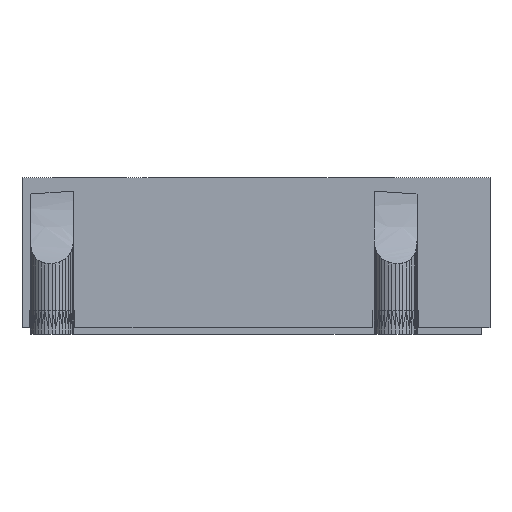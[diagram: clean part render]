
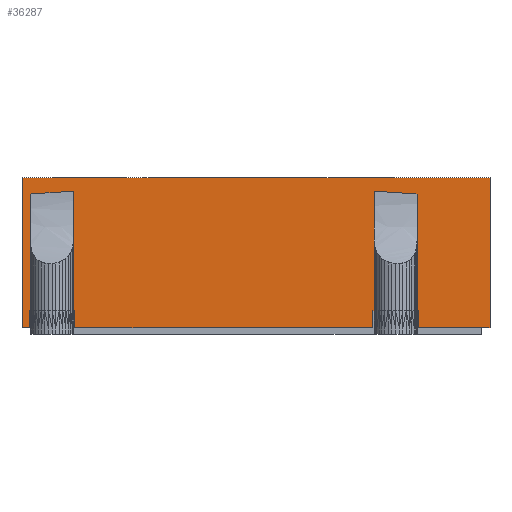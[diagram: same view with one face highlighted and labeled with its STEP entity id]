
A CAD part, front view. The second image highlights one B-rep face of the part: STEP entity #36287.
In plain terms, the highlighted planar face has unit normal (0, -1, 0).
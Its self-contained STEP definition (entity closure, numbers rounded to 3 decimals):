
#203=B_SPLINE_CURVE_WITH_KNOTS('',3,(#49688,#49689,#49690,#49691),
 .UNSPECIFIED.,.F.,.F.,(4,4),(11.808,12.81),
 .UNSPECIFIED.);
#204=B_SPLINE_CURVE_WITH_KNOTS('',3,(#49707,#49708,#49709,#49710),
 .UNSPECIFIED.,.F.,.F.,(4,4),(3.816,4.818),
 .UNSPECIFIED.);
#448=FACE_OUTER_BOUND('',#2370,.T.);
#2370=EDGE_LOOP('',(#23794,#23795,#23796,#23797,#23798,#23799,#23800,#23801,
#23802,#23803,#23804,#23805,#23806,#23807,#23808,#23809,#23810,#23811,#23812,
#23813));
#4457=LINE('',#49581,#9629);
#4501=LINE('',#49670,#9673);
#4502=LINE('',#49672,#9674);
#4503=LINE('',#49674,#9675);
#4504=LINE('',#49676,#9676);
#4505=LINE('',#49678,#9677);
#4506=LINE('',#49680,#9678);
#4507=LINE('',#49682,#9679);
#4508=LINE('',#49684,#9680);
#4509=LINE('',#49686,#9681);
#4510=LINE('',#49693,#9682);
#4511=LINE('',#49695,#9683);
#4512=LINE('',#49697,#9684);
#4513=LINE('',#49699,#9685);
#4514=LINE('',#49701,#9686);
#4515=LINE('',#49703,#9687);
#4516=LINE('',#49705,#9688);
#4517=LINE('',#49711,#9689);
#9629=VECTOR('',#40317,10.);
#9673=VECTOR('',#40365,10.);
#9674=VECTOR('',#40366,10.);
#9675=VECTOR('',#40367,10.);
#9676=VECTOR('',#40368,10.);
#9677=VECTOR('',#40369,10.);
#9678=VECTOR('',#40370,10.);
#9679=VECTOR('',#40371,10.);
#9680=VECTOR('',#40372,10.);
#9681=VECTOR('',#40373,10.);
#9682=VECTOR('',#40374,10.);
#9683=VECTOR('',#40375,10.);
#9684=VECTOR('',#40376,10.);
#9685=VECTOR('',#40377,10.);
#9686=VECTOR('',#40378,10.);
#9687=VECTOR('',#40379,10.);
#9688=VECTOR('',#40380,10.);
#9689=VECTOR('',#40381,10.);
#14786=VERTEX_POINT('',#49575);
#14788=VERTEX_POINT('',#49579);
#14831=VERTEX_POINT('',#49669);
#14832=VERTEX_POINT('',#49671);
#14833=VERTEX_POINT('',#49673);
#14834=VERTEX_POINT('',#49675);
#14835=VERTEX_POINT('',#49677);
#14836=VERTEX_POINT('',#49679);
#14837=VERTEX_POINT('',#49681);
#14838=VERTEX_POINT('',#49683);
#14839=VERTEX_POINT('',#49685);
#14840=VERTEX_POINT('',#49687);
#14841=VERTEX_POINT('',#49692);
#14842=VERTEX_POINT('',#49694);
#14843=VERTEX_POINT('',#49696);
#14844=VERTEX_POINT('',#49698);
#14845=VERTEX_POINT('',#49700);
#14846=VERTEX_POINT('',#49702);
#14847=VERTEX_POINT('',#49704);
#14848=VERTEX_POINT('',#49706);
#18336=EDGE_CURVE('',#14786,#14788,#4457,.T.);
#18380=EDGE_CURVE('',#14831,#14786,#4501,.T.);
#18381=EDGE_CURVE('',#14788,#14832,#4502,.T.);
#18382=EDGE_CURVE('',#14833,#14832,#4503,.T.);
#18383=EDGE_CURVE('',#14834,#14833,#4504,.T.);
#18384=EDGE_CURVE('',#14835,#14834,#4505,.T.);
#18385=EDGE_CURVE('',#14836,#14835,#4506,.T.);
#18386=EDGE_CURVE('',#14836,#14837,#4507,.T.);
#18387=EDGE_CURVE('',#14837,#14838,#4508,.T.);
#18388=EDGE_CURVE('',#14838,#14839,#4509,.T.);
#18389=EDGE_CURVE('',#14840,#14839,#203,.T.);
#18390=EDGE_CURVE('',#14840,#14841,#4510,.T.);
#18391=EDGE_CURVE('',#14841,#14842,#4511,.T.);
#18392=EDGE_CURVE('',#14842,#14843,#4512,.T.);
#18393=EDGE_CURVE('',#14844,#14843,#4513,.T.);
#18394=EDGE_CURVE('',#14844,#14845,#4514,.T.);
#18395=EDGE_CURVE('',#14845,#14846,#4515,.T.);
#18396=EDGE_CURVE('',#14846,#14847,#4516,.T.);
#18397=EDGE_CURVE('',#14848,#14847,#204,.T.);
#18398=EDGE_CURVE('',#14831,#14848,#4517,.T.);
#23794=ORIENTED_EDGE('',*,*,#18380,.T.);
#23795=ORIENTED_EDGE('',*,*,#18336,.T.);
#23796=ORIENTED_EDGE('',*,*,#18381,.T.);
#23797=ORIENTED_EDGE('',*,*,#18382,.F.);
#23798=ORIENTED_EDGE('',*,*,#18383,.F.);
#23799=ORIENTED_EDGE('',*,*,#18384,.F.);
#23800=ORIENTED_EDGE('',*,*,#18385,.F.);
#23801=ORIENTED_EDGE('',*,*,#18386,.T.);
#23802=ORIENTED_EDGE('',*,*,#18387,.T.);
#23803=ORIENTED_EDGE('',*,*,#18388,.T.);
#23804=ORIENTED_EDGE('',*,*,#18389,.F.);
#23805=ORIENTED_EDGE('',*,*,#18390,.T.);
#23806=ORIENTED_EDGE('',*,*,#18391,.T.);
#23807=ORIENTED_EDGE('',*,*,#18392,.T.);
#23808=ORIENTED_EDGE('',*,*,#18393,.F.);
#23809=ORIENTED_EDGE('',*,*,#18394,.T.);
#23810=ORIENTED_EDGE('',*,*,#18395,.T.);
#23811=ORIENTED_EDGE('',*,*,#18396,.T.);
#23812=ORIENTED_EDGE('',*,*,#18397,.F.);
#23813=ORIENTED_EDGE('',*,*,#18398,.F.);
#34432=PLANE('',#38213);
#36287=ADVANCED_FACE('',(#448),#34432,.T.);
#38213=AXIS2_PLACEMENT_3D('',#49668,#40363,#40364);
#40317=DIRECTION('',(0.,0.,-1.));
#40363=DIRECTION('center_axis',(0.,-1.,0.));
#40364=DIRECTION('ref_axis',(0.,0.,-1.));
#40365=DIRECTION('',(1.,0.,0.));
#40366=DIRECTION('',(1.,0.,0.));
#40367=DIRECTION('',(0.,0.,-1.));
#40368=DIRECTION('',(1.,0.,0.));
#40369=DIRECTION('',(0.,0.,1.));
#40370=DIRECTION('',(-1.,0.,0.));
#40371=DIRECTION('',(0.,0.,1.));
#40372=DIRECTION('',(1.,0.,0.));
#40373=DIRECTION('',(0.,0.,1.));
#40374=DIRECTION('',(0.,0.,-1.));
#40375=DIRECTION('',(1.,0.,0.));
#40376=DIRECTION('',(0.,0.,-1.));
#40377=DIRECTION('',(-1.,0.,0.));
#40378=DIRECTION('',(0.,0.,1.));
#40379=DIRECTION('',(1.,0.,0.));
#40380=DIRECTION('',(0.,0.,1.));
#40381=DIRECTION('',(0.,0.,1.));
#49575=CARTESIAN_POINT('',(45.3,-32.5,-13.5));
#49579=CARTESIAN_POINT('',(45.3,-32.5,-17.5));
#49581=CARTESIAN_POINT('',(45.3,-32.5,2.));
#49668=CARTESIAN_POINT('Origin',(47.,-32.5,17.5));
#49669=CARTESIAN_POINT('',(45.,-32.5,-13.5));
#49670=CARTESIAN_POINT('',(46.,-32.5,-13.5));
#49671=CARTESIAN_POINT('',(62.,-32.5,-17.5));
#49672=CARTESIAN_POINT('',(47.,-32.5,-17.5));
#49673=CARTESIAN_POINT('',(62.,-32.5,17.5));
#49674=CARTESIAN_POINT('',(62.,-32.5,-17.5));
#49675=CARTESIAN_POINT('',(-47.,-32.5,17.5));
#49676=CARTESIAN_POINT('',(-35.,-32.5,17.5));
#49677=CARTESIAN_POINT('',(-47.,-32.5,-17.5));
#49678=CARTESIAN_POINT('',(-47.,-32.5,-17.5));
#49679=CARTESIAN_POINT('',(-45.2,-32.5,-17.5));
#49680=CARTESIAN_POINT('',(-46.5,-32.5,-17.5));
#49681=CARTESIAN_POINT('',(-45.2,-32.5,-13.5));
#49682=CARTESIAN_POINT('',(-45.2,-32.5,16.5));
#49683=CARTESIAN_POINT('',(-45.,-32.5,-13.5));
#49684=CARTESIAN_POINT('',(-46.,-32.5,-13.5));
#49685=CARTESIAN_POINT('',(-45.,-32.5,13.68));
#49686=CARTESIAN_POINT('',(-45.,-32.5,17.5));
#49687=CARTESIAN_POINT('',(-35.,-32.5,14.364));
#49688=CARTESIAN_POINT('Ctrl Pts',(-35.,-32.5,14.364));
#49689=CARTESIAN_POINT('Ctrl Pts',(-38.334,-32.5,14.148));
#49690=CARTESIAN_POINT('Ctrl Pts',(-41.668,-32.5,13.921));
#49691=CARTESIAN_POINT('Ctrl Pts',(-45.,-32.5,13.68));
#49692=CARTESIAN_POINT('',(-35.,-32.5,-13.5));
#49693=CARTESIAN_POINT('',(-35.,-32.5,-13.5));
#49694=CARTESIAN_POINT('',(-34.7,-32.5,-13.5));
#49695=CARTESIAN_POINT('',(6.,-32.5,-13.5));
#49696=CARTESIAN_POINT('',(-34.7,-32.5,-17.5));
#49697=CARTESIAN_POINT('',(-34.7,-32.5,2.));
#49698=CARTESIAN_POINT('',(34.7,-32.5,-17.5));
#49699=CARTESIAN_POINT('',(0.,-32.5,-17.5));
#49700=CARTESIAN_POINT('',(34.7,-32.5,-13.5));
#49701=CARTESIAN_POINT('',(34.7,-32.5,2.));
#49702=CARTESIAN_POINT('',(35.,-32.5,-13.5));
#49703=CARTESIAN_POINT('',(41.,-32.5,-13.5));
#49704=CARTESIAN_POINT('',(35.,-32.5,14.364));
#49705=CARTESIAN_POINT('',(35.,-32.5,2.));
#49706=CARTESIAN_POINT('',(45.,-32.5,13.68));
#49707=CARTESIAN_POINT('Ctrl Pts',(45.,-32.5,13.68));
#49708=CARTESIAN_POINT('Ctrl Pts',(41.667,-32.5,13.921));
#49709=CARTESIAN_POINT('Ctrl Pts',(38.334,-32.5,14.148));
#49710=CARTESIAN_POINT('Ctrl Pts',(35.,-32.5,14.364));
#49711=CARTESIAN_POINT('',(45.,-32.5,-13.5));
